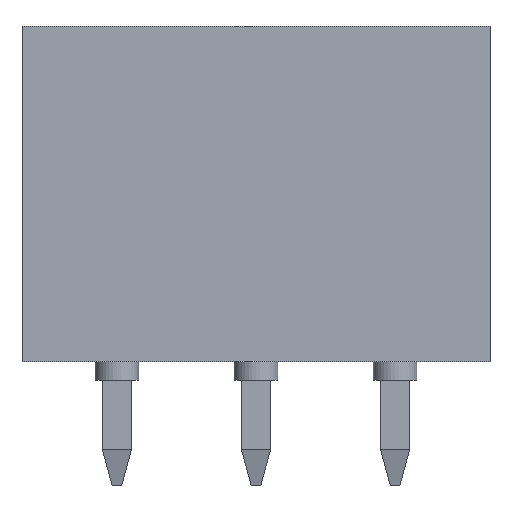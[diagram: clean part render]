
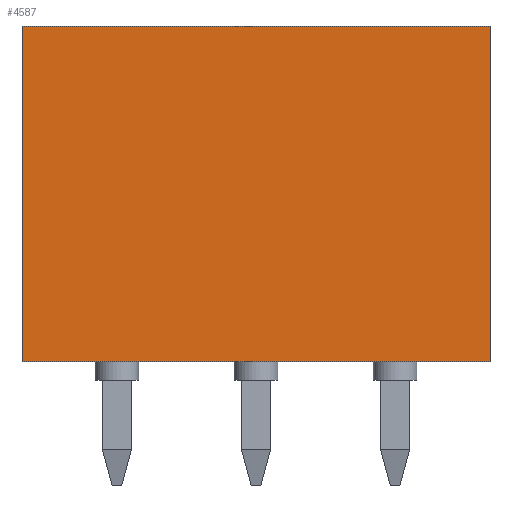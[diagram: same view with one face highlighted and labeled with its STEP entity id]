
A CAD part, front view. The second image highlights one B-rep face of the part: STEP entity #4587.
In plain terms, the highlighted planar face has unit normal (0, -1, 0).
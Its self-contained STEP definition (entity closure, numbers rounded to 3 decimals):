
#4548=CARTESIAN_POINT('',(-7.051,-3.,9.66));
#4549=DIRECTION('',(0.0,-1.0,0.0));
#4550=DIRECTION('',(1.0,0.0,0.0));
#4551=AXIS2_PLACEMENT_3D('',#4548,#4549,#4550);
#4552=PLANE('',#4551);
#4553=CARTESIAN_POINT('',(-6.41,-3.,0.));
#4554=VERTEX_POINT('',#4553);
#4555=CARTESIAN_POINT('',(6.41,-3.,0.));
#4556=VERTEX_POINT('',#4555);
#4557=CARTESIAN_POINT('',(-6.41,-3.,0.));
#4558=DIRECTION('',(1.0,0.0,0.0));
#4559=VECTOR('',#4558,12.82);
#4560=LINE('',#4557,#4559);
#4561=EDGE_CURVE('',#4554,#4556,#4560,.T.);
#4562=ORIENTED_EDGE('',*,*,#4561,.T.);
#4563=CARTESIAN_POINT('',(6.41,-3.,9.2));
#4564=VERTEX_POINT('',#4563);
#4565=CARTESIAN_POINT('',(6.41,-3.,0.));
#4566=DIRECTION('',(0.0,0.0,1.0));
#4567=VECTOR('',#4566,9.2);
#4568=LINE('',#4565,#4567);
#4569=EDGE_CURVE('',#4556,#4564,#4568,.T.);
#4570=ORIENTED_EDGE('',*,*,#4569,.T.);
#4571=CARTESIAN_POINT('',(-6.41,-3.0,9.2));
#4572=VERTEX_POINT('',#4571);
#4573=CARTESIAN_POINT('',(6.41,-3.,9.2));
#4574=DIRECTION('',(-1.0,0.0,0.0));
#4575=VECTOR('',#4574,12.82);
#4576=LINE('',#4573,#4575);
#4577=EDGE_CURVE('',#4564,#4572,#4576,.T.);
#4578=ORIENTED_EDGE('',*,*,#4577,.T.);
#4579=CARTESIAN_POINT('',(-6.41,-3.,0.));
#4580=DIRECTION('',(0.0,0.0,1.0));
#4581=VECTOR('',#4580,9.2);
#4582=LINE('',#4579,#4581);
#4583=EDGE_CURVE('',#4554,#4572,#4582,.T.);
#4584=ORIENTED_EDGE('',*,*,#4583,.F.);
#4585=EDGE_LOOP('',(#4562,#4570,#4578,#4584));
#4586=FACE_OUTER_BOUND('',#4585,.T.);
#4587=ADVANCED_FACE('',(#4586),#4552,.T.);
